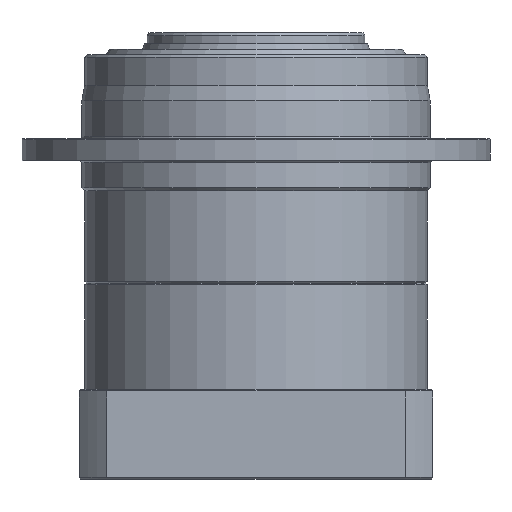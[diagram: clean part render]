
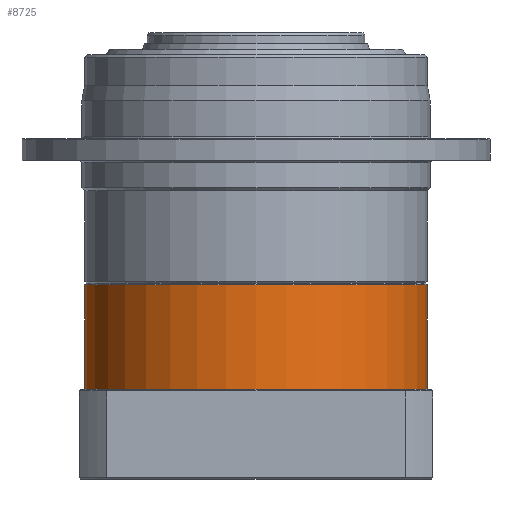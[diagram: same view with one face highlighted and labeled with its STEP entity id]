
A CAD part, front view. The second image highlights one B-rep face of the part: STEP entity #8725.
In plain terms, the highlighted cylindrical face has radius 31.5 mm (diameter 63 mm), a partial arc.
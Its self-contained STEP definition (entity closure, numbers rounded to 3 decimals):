
#423 = CARTESIAN_POINT ( 'NONE',  ( 31.5, 0., -26.5 ) ) ;
#473 = DIRECTION ( 'NONE',  ( 1., 0., 0. ) ) ;
#497 = DIRECTION ( 'NONE',  ( 0., 0., 1. ) ) ;
#508 = CARTESIAN_POINT ( 'NONE',  ( 0., 0., -45.7 ) ) ;
#1775 = VERTEX_POINT ( 'NONE', #7362 ) ;
#1776 = ORIENTED_EDGE ( 'NONE', *, *, #7323, .T. ) ;
#2978 = AXIS2_PLACEMENT_3D ( 'NONE', #4121, #4043, #4774 ) ;
#2980 = EDGE_LOOP ( 'NONE', ( #10630, #1776, #3045, #5305 ) ) ;
#3045 = ORIENTED_EDGE ( 'NONE', *, *, #3065, .T. ) ;
#3065 = EDGE_CURVE ( 'NONE', #1775, #8689, #7785, .T. ) ;
#3489 = VECTOR ( 'NONE', #10815, 1000. ) ;
#3984 = VERTEX_POINT ( 'NONE', #6967 ) ;
#4043 = DIRECTION ( 'NONE',  ( 0., 0., -1. ) ) ;
#4121 = CARTESIAN_POINT ( 'NONE',  ( 0., 0., -45.4 ) ) ;
#4368 = CARTESIAN_POINT ( 'NONE',  ( 31.5, 0., -45.4 ) ) ;
#4443 = FACE_OUTER_BOUND ( 'NONE', #2980, .T. ) ;
#4710 = EDGE_CURVE ( 'NONE', #5564, #3984, #6425, .T. ) ;
#4774 = DIRECTION ( 'NONE',  ( -1., 0., 0. ) ) ;
#4794 = AXIS2_PLACEMENT_3D ( 'NONE', #9892, #10196, #10177 ) ;
#4891 = DIRECTION ( 'NONE',  ( 0., 0., -1. ) ) ;
#5305 = ORIENTED_EDGE ( 'NONE', *, *, #7943, .T. ) ;
#5503 = AXIS2_PLACEMENT_3D ( 'NONE', #508, #497, #473 ) ;
#5564 = VERTEX_POINT ( 'NONE', #423 ) ;
#6397 = CARTESIAN_POINT ( 'NONE',  ( -31.5, 0., -45.7 ) ) ;
#6425 = LINE ( 'NONE', #4368, #10799 ) ;
#6620 = CIRCLE ( 'NONE', #4794, 31.5 ) ;
#6967 = CARTESIAN_POINT ( 'NONE',  ( 31.5, 0., -45.7 ) ) ;
#7323 = EDGE_CURVE ( 'NONE', #5564, #1775, #6620, .T. ) ;
#7362 = CARTESIAN_POINT ( 'NONE',  ( -31.5, 0., -26.5 ) ) ;
#7785 = LINE ( 'NONE', #8767, #3489 ) ;
#7943 = EDGE_CURVE ( 'NONE', #8689, #3984, #10104, .T. ) ;
#8689 = VERTEX_POINT ( 'NONE', #6397 ) ;
#8725 = ADVANCED_FACE ( 'NONE', ( #4443 ), #10655, .T. ) ;
#8767 = CARTESIAN_POINT ( 'NONE',  ( -31.5, 0., -45.4 ) ) ;
#9892 = CARTESIAN_POINT ( 'NONE',  ( 0., 0., -26.5 ) ) ;
#10104 = CIRCLE ( 'NONE', #5503, 31.5 ) ;
#10177 = DIRECTION ( 'NONE',  ( 1., 0., 0. ) ) ;
#10196 = DIRECTION ( 'NONE',  ( 0., 0., -1. ) ) ;
#10630 = ORIENTED_EDGE ( 'NONE', *, *, #4710, .F. ) ;
#10655 = CYLINDRICAL_SURFACE ( 'NONE', #2978, 31.5 ) ;
#10799 = VECTOR ( 'NONE', #4891, 1000. ) ;
#10815 = DIRECTION ( 'NONE',  ( 0., 0., -1. ) ) ;
